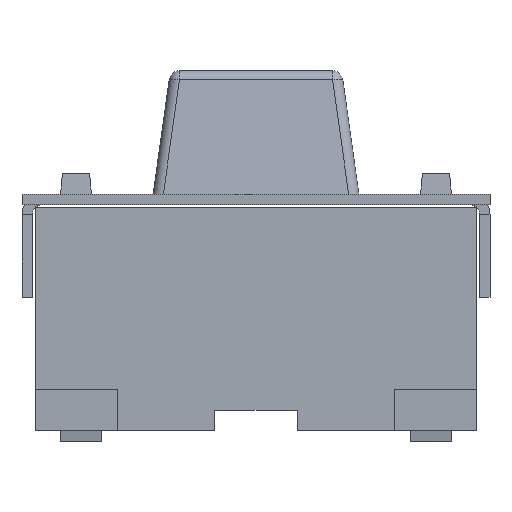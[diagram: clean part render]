
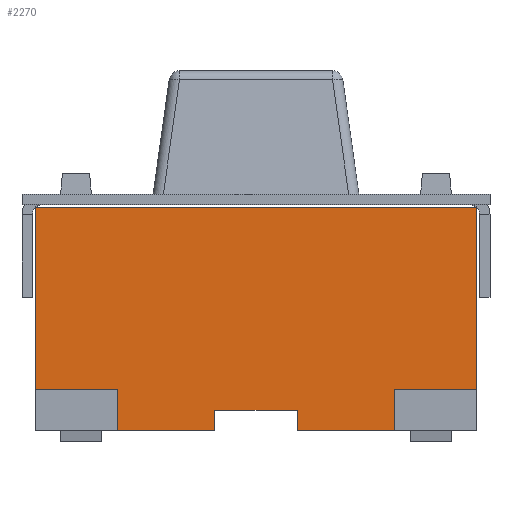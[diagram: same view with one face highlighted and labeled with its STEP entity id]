
A CAD part, top view. The second image highlights one B-rep face of the part: STEP entity #2270.
In plain terms, the highlighted planar face has unit normal (0, 0, 1).
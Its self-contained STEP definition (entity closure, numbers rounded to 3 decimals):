
#86 = CARTESIAN_POINT ( 'NONE',  ( -1.345, -0.174, 1.821 ) ) ;
#222 = ORIENTED_EDGE ( 'NONE', *, *, #1148, .T. ) ;
#231 = LINE ( 'NONE', #8002, #7653 ) ;
#275 = DIRECTION ( 'NONE',  ( 0., 0., -1. ) ) ;
#390 = VERTEX_POINT ( 'NONE', #6992 ) ;
#494 = DIRECTION ( 'NONE',  ( -1., 0., 0. ) ) ;
#555 = CARTESIAN_POINT ( 'NONE',  ( 2.145, -0.174, 1.821 ) ) ;
#945 = LINE ( 'NONE', #7196, #8534 ) ;
#954 = EDGE_CURVE ( 'NONE', #5130, #5165, #1280, .T. ) ;
#962 = PLANE ( 'NONE',  #1563 ) ;
#1037 = LINE ( 'NONE', #3853, #1721 ) ;
#1046 = EDGE_LOOP ( 'NONE', ( #3480, #7764, #2367, #3831, #4529, #4300, #7124, #222, #2149, #8905, #3779, #1389 ) ) ;
#1107 = CARTESIAN_POINT ( 'NONE',  ( -0.4, 1.725, 1.821 ) ) ;
#1148 = EDGE_CURVE ( 'NONE', #1549, #2801, #3250, .T. ) ;
#1280 = LINE ( 'NONE', #7670, #1382 ) ;
#1317 = VERTEX_POINT ( 'NONE', #4107 ) ;
#1343 = CARTESIAN_POINT ( 'NONE',  ( -0.4, -0.374, 1.821 ) ) ;
#1374 = EDGE_CURVE ( 'NONE', #1549, #6145, #231, .T. ) ;
#1382 = VECTOR ( 'NONE', #2067, 1000. ) ;
#1389 = ORIENTED_EDGE ( 'NONE', *, *, #4086, .T. ) ;
#1449 = CARTESIAN_POINT ( 'NONE',  ( 0.4, 1.725, 1.821 ) ) ;
#1549 = VERTEX_POINT ( 'NONE', #86 ) ;
#1563 = AXIS2_PLACEMENT_3D ( 'NONE', #6616, #275, #3081 ) ;
#1639 = FACE_OUTER_BOUND ( 'NONE', #1046, .T. ) ;
#1721 = VECTOR ( 'NONE', #6034, 1000. ) ;
#1817 = LINE ( 'NONE', #4692, #3045 ) ;
#2067 = DIRECTION ( 'NONE',  ( -1., 0., 0. ) ) ;
#2097 = VECTOR ( 'NONE', #3184, 1000. ) ;
#2149 = ORIENTED_EDGE ( 'NONE', *, *, #7091, .F. ) ;
#2270 = ADVANCED_FACE ( 'NONE', ( #1639 ), #962, .F. ) ;
#2367 = ORIENTED_EDGE ( 'NONE', *, *, #5383, .F. ) ;
#2369 = DIRECTION ( 'NONE',  ( 0., -1., 0. ) ) ;
#2415 = LINE ( 'NONE', #5244, #8241 ) ;
#2508 = DIRECTION ( 'NONE',  ( 1., 0., 0. ) ) ;
#2600 = EDGE_CURVE ( 'NONE', #5535, #6947, #945, .T. ) ;
#2676 = EDGE_CURVE ( 'NONE', #6145, #390, #1037, .T. ) ;
#2698 = EDGE_CURVE ( 'NONE', #390, #1317, #1817, .T. ) ;
#2717 = EDGE_CURVE ( 'NONE', #1317, #5150, #2415, .T. ) ;
#2801 = VERTEX_POINT ( 'NONE', #5389 ) ;
#3045 = VECTOR ( 'NONE', #2508, 1000. ) ;
#3081 = DIRECTION ( 'NONE',  ( 0., -1., 0. ) ) ;
#3184 = DIRECTION ( 'NONE',  ( 0., 1., 0. ) ) ;
#3250 = LINE ( 'NONE', #3952, #8490 ) ;
#3288 = DIRECTION ( 'NONE',  ( -1., 0., 0. ) ) ;
#3480 = ORIENTED_EDGE ( 'NONE', *, *, #954, .F. ) ;
#3610 = VERTEX_POINT ( 'NONE', #5049 ) ;
#3779 = ORIENTED_EDGE ( 'NONE', *, *, #2600, .T. ) ;
#3831 = ORIENTED_EDGE ( 'NONE', *, *, #2717, .F. ) ;
#3853 = CARTESIAN_POINT ( 'NONE',  ( -2.145, 1.596, 1.821 ) ) ;
#3952 = CARTESIAN_POINT ( 'NONE',  ( -1.345, -0.174, 1.821 ) ) ;
#3999 = LINE ( 'NONE', #6831, #5374 ) ;
#4086 = EDGE_CURVE ( 'NONE', #6947, #5165, #7189, .T. ) ;
#4107 = CARTESIAN_POINT ( 'NONE',  ( 2.145, 1.596, 1.821 ) ) ;
#4228 = DIRECTION ( 'NONE',  ( 0., -1., 0. ) ) ;
#4300 = ORIENTED_EDGE ( 'NONE', *, *, #2676, .F. ) ;
#4529 = ORIENTED_EDGE ( 'NONE', *, *, #2698, .F. ) ;
#4692 = CARTESIAN_POINT ( 'NONE',  ( 2.145, 1.596, 1.821 ) ) ;
#4777 = CARTESIAN_POINT ( 'NONE',  ( 2.145, -0.174, 1.821 ) ) ;
#4819 = EDGE_CURVE ( 'NONE', #3610, #5535, #7587, .T. ) ;
#4907 = VECTOR ( 'NONE', #3288, 1000. ) ;
#4965 = CARTESIAN_POINT ( 'NONE',  ( 1.345, -0.174, 1.821 ) ) ;
#5049 = CARTESIAN_POINT ( 'NONE',  ( -0.4, -0.574, 1.821 ) ) ;
#5076 = DIRECTION ( 'NONE',  ( -1., 0., 0. ) ) ;
#5130 = VERTEX_POINT ( 'NONE', #7760 ) ;
#5150 = VERTEX_POINT ( 'NONE', #555 ) ;
#5165 = VERTEX_POINT ( 'NONE', #7246 ) ;
#5244 = CARTESIAN_POINT ( 'NONE',  ( 2.145, 1.596, 1.821 ) ) ;
#5374 = VECTOR ( 'NONE', #494, 1000. ) ;
#5382 = LINE ( 'NONE', #4777, #4907 ) ;
#5383 = EDGE_CURVE ( 'NONE', #5150, #5884, #5382, .T. ) ;
#5389 = CARTESIAN_POINT ( 'NONE',  ( -1.345, -0.574, 1.821 ) ) ;
#5525 = LINE ( 'NONE', #4965, #8948 ) ;
#5535 = VERTEX_POINT ( 'NONE', #1343 ) ;
#5884 = VERTEX_POINT ( 'NONE', #8831 ) ;
#6034 = DIRECTION ( 'NONE',  ( 0., 1., 0. ) ) ;
#6145 = VERTEX_POINT ( 'NONE', #7331 ) ;
#6616 = CARTESIAN_POINT ( 'NONE',  ( 0., 1.725, 1.821 ) ) ;
#6828 = DIRECTION ( 'NONE',  ( 0., -1., 0. ) ) ;
#6831 = CARTESIAN_POINT ( 'NONE',  ( 2.145, -0.574, 1.821 ) ) ;
#6947 = VERTEX_POINT ( 'NONE', #7429 ) ;
#6992 = CARTESIAN_POINT ( 'NONE',  ( -2.145, 1.596, 1.821 ) ) ;
#7091 = EDGE_CURVE ( 'NONE', #3610, #2801, #3999, .T. ) ;
#7124 = ORIENTED_EDGE ( 'NONE', *, *, #1374, .F. ) ;
#7189 = LINE ( 'NONE', #1449, #8098 ) ;
#7196 = CARTESIAN_POINT ( 'NONE',  ( 0., -0.374, 1.821 ) ) ;
#7246 = CARTESIAN_POINT ( 'NONE',  ( 0.4, -0.574, 1.821 ) ) ;
#7331 = CARTESIAN_POINT ( 'NONE',  ( -2.145, -0.174, 1.821 ) ) ;
#7429 = CARTESIAN_POINT ( 'NONE',  ( 0.4, -0.374, 1.821 ) ) ;
#7587 = LINE ( 'NONE', #1107, #2097 ) ;
#7653 = VECTOR ( 'NONE', #5076, 1000. ) ;
#7670 = CARTESIAN_POINT ( 'NONE',  ( 2.145, -0.574, 1.821 ) ) ;
#7760 = CARTESIAN_POINT ( 'NONE',  ( 1.345, -0.574, 1.821 ) ) ;
#7764 = ORIENTED_EDGE ( 'NONE', *, *, #8796, .F. ) ;
#8002 = CARTESIAN_POINT ( 'NONE',  ( -2.145, -0.174, 1.821 ) ) ;
#8098 = VECTOR ( 'NONE', #9155, 1000. ) ;
#8241 = VECTOR ( 'NONE', #2369, 1000. ) ;
#8490 = VECTOR ( 'NONE', #6828, 1000. ) ;
#8499 = DIRECTION ( 'NONE',  ( 1., 0., 0. ) ) ;
#8534 = VECTOR ( 'NONE', #8499, 1000. ) ;
#8796 = EDGE_CURVE ( 'NONE', #5884, #5130, #5525, .T. ) ;
#8831 = CARTESIAN_POINT ( 'NONE',  ( 1.345, -0.174, 1.821 ) ) ;
#8905 = ORIENTED_EDGE ( 'NONE', *, *, #4819, .T. ) ;
#8948 = VECTOR ( 'NONE', #4228, 1000. ) ;
#9155 = DIRECTION ( 'NONE',  ( 0., -1., 0. ) ) ;
